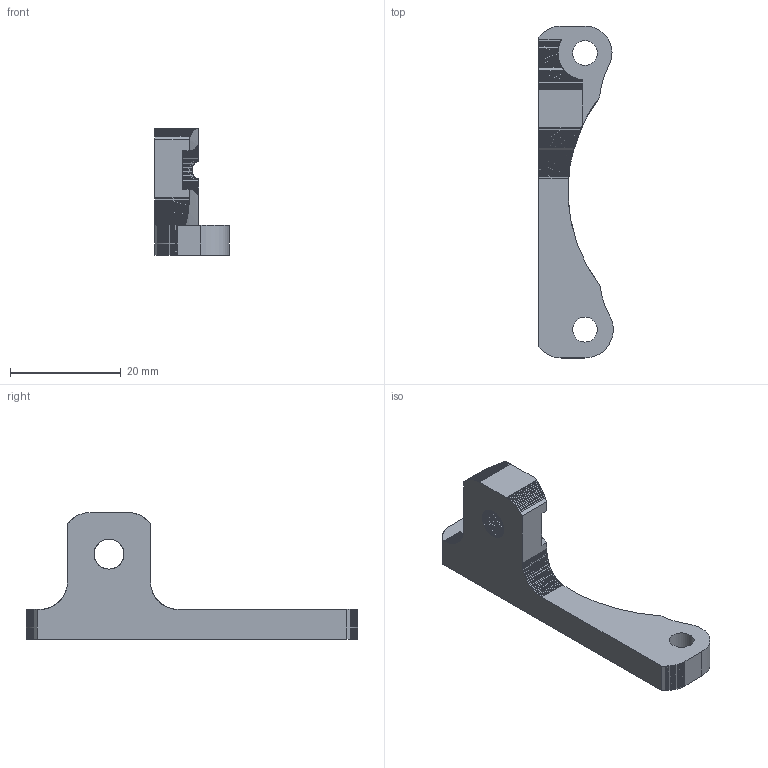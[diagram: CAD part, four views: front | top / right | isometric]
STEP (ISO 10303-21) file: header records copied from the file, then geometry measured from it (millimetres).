
FILE_DESCRIPTION(/* description */ (''),/* implementation_level */ '2;1');
FILE_NAME(/* name */ 'soporte-voron v3.step',/* time_stamp */ '2023-08-06T13:12:20+02:00',/* author */ (''),/* organization */ (''),/* preprocessor_version */ 'ST-DEVELOPER v20',/* originating_system */ 'Autodesk Translation Framework v12.9.0.99',/* authorisation */ '');
FILE_SCHEMA (('AUTOMOTIVE_DESIGN { 1 0 10303 214 3 1 1 }'));
Length unit declared in the file: millimetre
Products named in the file (1): soporte-voron
Bounding box: 13.48 x 60 x 22.92 mm (x, y, z)
Volume: 4349.3 mm3; surface area: 2810.6 mm2
Topology: 1 solids, 1 shells, 529 faces, 1457 edges, 930 vertices
Faces by surface type: plane 520, cylinder 9
Full cylindrical faces by diameter (mm): 4.5 x2
Entity records: 16544 total; most frequent: CARTESIAN_POINT 2917, ORIENTED_EDGE 2914, DIRECTION 2717, EDGE_CURVE 1457, LINE 1257, VECTOR 1257, VERTEX_POINT 930, AXIS2_PLACEMENT_3D 730
